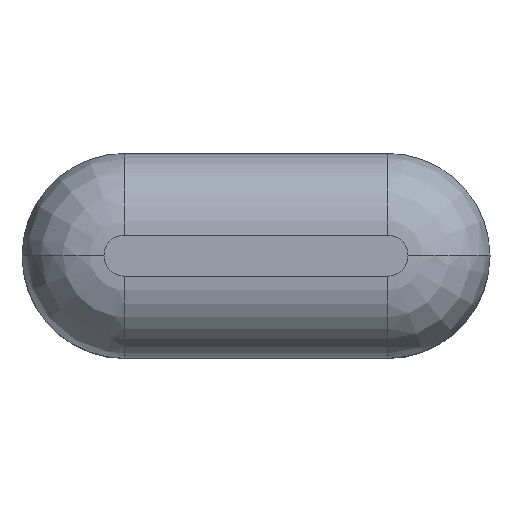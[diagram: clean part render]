
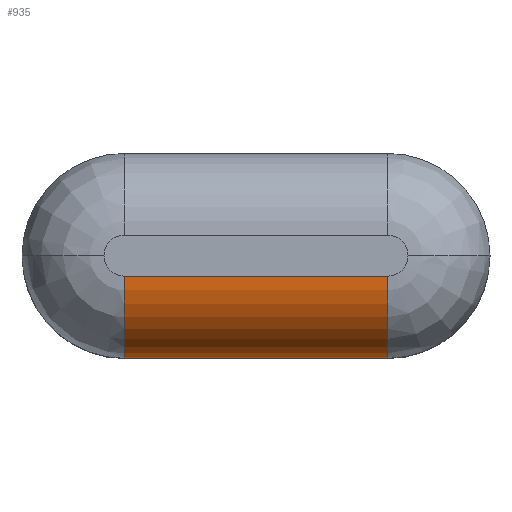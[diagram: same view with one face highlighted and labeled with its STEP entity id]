
A CAD part, top view. The second image highlights one B-rep face of the part: STEP entity #935.
In plain terms, the highlighted cylindrical face has radius 1.4 mm (diameter 2.8 mm), a partial arc.
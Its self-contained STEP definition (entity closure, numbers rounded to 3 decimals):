
#736 = VERTEX_POINT('',#737);
#737 = CARTESIAN_POINT('',(0.25,-1.75,8.1));
#760 = VERTEX_POINT('',#761);
#761 = CARTESIAN_POINT('',(4.75,-1.75,8.1));
#767 = EDGE_CURVE('',#760,#736,#768,.T.);
#768 = LINE('',#769,#770);
#769 = CARTESIAN_POINT('',(4.75,-1.75,8.1));
#770 = VECTOR('',#771,1.);
#771 = DIRECTION('',(-1.,0.,0.));
#903 = EDGE_CURVE('',#736,#904,#906,.T.);
#904 = VERTEX_POINT('',#905);
#905 = CARTESIAN_POINT('',(0.25,-0.35,9.5));
#906 = CIRCLE('',#907,1.4);
#907 = AXIS2_PLACEMENT_3D('',#908,#909,#910);
#908 = CARTESIAN_POINT('',(0.25,-0.35,8.1));
#909 = DIRECTION('',(-1.,0.,0.));
#910 = DIRECTION('',(0.,-1.,0.));
#935 = ADVANCED_FACE('',(#936),#955,.T.);
#936 = FACE_BOUND('',#937,.T.);
#937 = EDGE_LOOP('',(#938,#947,#953,#954));
#938 = ORIENTED_EDGE('',*,*,#939,.T.);
#939 = EDGE_CURVE('',#760,#940,#942,.T.);
#940 = VERTEX_POINT('',#941);
#941 = CARTESIAN_POINT('',(4.75,-0.35,9.5));
#942 = CIRCLE('',#943,1.4);
#943 = AXIS2_PLACEMENT_3D('',#944,#945,#946);
#944 = CARTESIAN_POINT('',(4.75,-0.35,8.1));
#945 = DIRECTION('',(-1.,0.,0.));
#946 = DIRECTION('',(0.,-1.,0.));
#947 = ORIENTED_EDGE('',*,*,#948,.T.);
#948 = EDGE_CURVE('',#940,#904,#949,.T.);
#949 = LINE('',#950,#951);
#950 = CARTESIAN_POINT('',(4.75,-0.35,9.5));
#951 = VECTOR('',#952,1.);
#952 = DIRECTION('',(-1.,0.,0.));
#953 = ORIENTED_EDGE('',*,*,#903,.F.);
#954 = ORIENTED_EDGE('',*,*,#767,.F.);
#955 = CYLINDRICAL_SURFACE('',#956,1.4);
#956 = AXIS2_PLACEMENT_3D('',#957,#958,#959);
#957 = CARTESIAN_POINT('',(4.75,-0.35,8.1));
#958 = DIRECTION('',(-1.,0.,0.));
#959 = DIRECTION('',(0.,-1.,0.));
